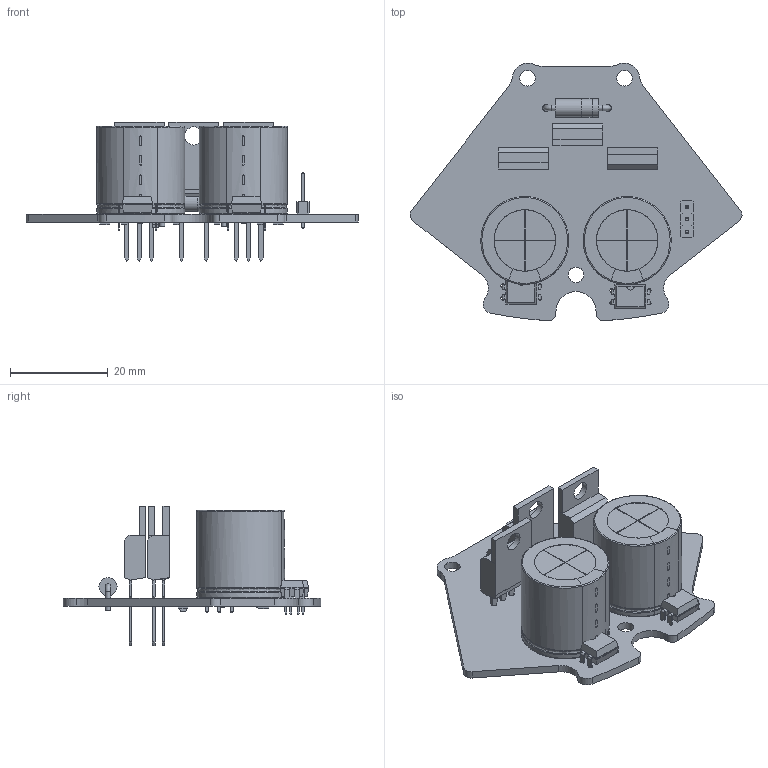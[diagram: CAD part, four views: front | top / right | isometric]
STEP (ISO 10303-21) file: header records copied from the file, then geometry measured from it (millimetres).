
FILE_DESCRIPTION(('KiCad electronic assembly'),'2;1');
FILE_NAME('KickerPCB.step','2024-04-20T23:19:31',('Pcbnew'),('Kicad'), 'Open CASCADE STEP processor 7.7','KiCad to STEP converter','Unknown' );
FILE_SCHEMA(('AUTOMOTIVE_DESIGN { 1 0 10303 214 1 1 1 1 }'));
Length unit declared in the file: millimetre
Products named in the file (18): KickerPCB 1; CP_Radial_D18.0mm_P7.50mm; CP_Radial_D180mm_P750mm; DIP-4_W7.62mm; D_5W_P12.70mm_Horizontal; PinHeader_1x03_P2.54mm_Vertical; PinHeader_1x03_P254mm_Vertical; TO-220-3_Vertical; TO-220-2_Vertical; R_0805_2012Metric; LED_0805_2012Metric; KickerPCB_PCB
Assembly tree (27 placements, depth 3):
  KickerPCB 1
    CP_Radial_D18.0mm_P7.50mm  x2
      CP_Radial_D180mm_P750mm
    DIP-4_W7.62mm  x2
      DIP-4_W7.62mm
    D_5W_P12.70mm_Horizontal
      D_5W_P12.70mm_Horizontal
    PinHeader_1x03_P2.54mm_Vertical
      PinHeader_1x03_P254mm_Vertical
    TO-220-3_Vertical  x2
      TO-220-3_Vertical
    TO-220-2_Vertical
      TO-220-2_Vertical
    R_0805_2012Metric  x8
      R_0805_2012Metric
    LED_0805_2012Metric
      LED_0805_2012Metric
    KickerPCB_PCB
Bounding box: 68.04 x 52.79 x 28.52 mm (x, y, z)
Volume: 14526.9 mm3; surface area: 11149.9 mm2
Topology: 19 solids, 21 shells, 796 faces, 2119 edges, 1386 vertices
Faces by surface type: plane 563, cylinder 177, bspline 42, revolution 8, torus 6
Full cylindrical faces by diameter (mm): 0.8 x8, 0.9 x4, 1 x3, 1.1 x12, 1.2 x4, 1.4 x2, 3.2 x3, 3.7 x2, 3.72 x1, 3.735 x3
Entity records: 17533 total; most frequent: CARTESIAN_POINT 3524, ORIENTED_EDGE 2308, DIRECTION 2194, EDGE_CURVE 1154, LINE 884, VECTOR 884, VERTEX_POINT 754, AXIS2_PLACEMENT_3D 653
